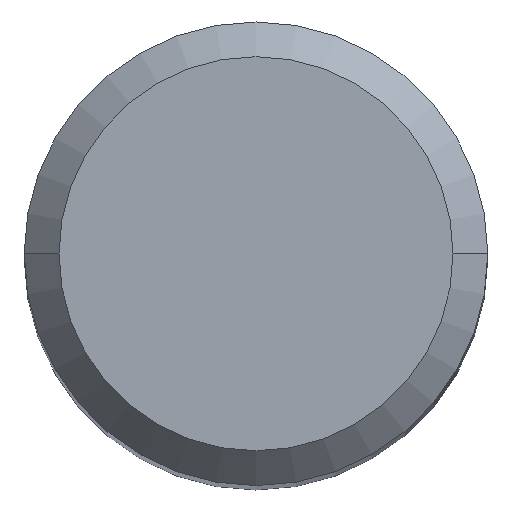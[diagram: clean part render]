
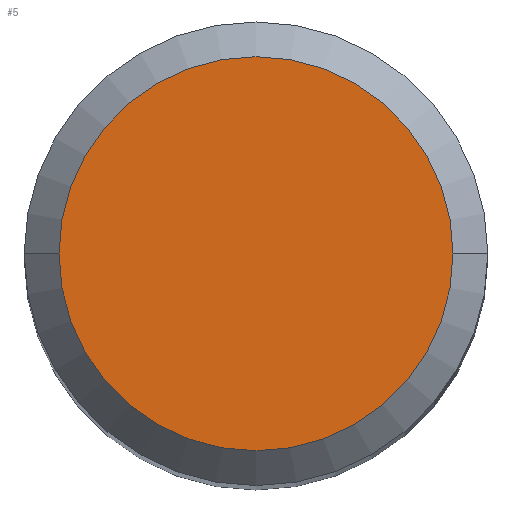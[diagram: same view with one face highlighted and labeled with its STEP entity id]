
A CAD part, top view. The second image highlights one B-rep face of the part: STEP entity #5.
In plain terms, the highlighted planar face has unit normal (0, 0, 1).
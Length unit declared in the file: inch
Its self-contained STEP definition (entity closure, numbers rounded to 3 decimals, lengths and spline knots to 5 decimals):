
#5 = ADVANCED_FACE ( 'NONE', ( #99 ), #148, .F. ) ;
#75 = CARTESIAN_POINT ( 'NONE',  ( 0.13281, 0., 0. ) ) ;
#80 = AXIS2_PLACEMENT_3D ( 'NONE', #413, #335, #485 ) ;
#83 = CARTESIAN_POINT ( 'NONE',  ( 0., 0., 0. ) ) ;
#99 = FACE_OUTER_BOUND ( 'NONE', #330, .T. ) ;
#100 = CARTESIAN_POINT ( 'NONE',  ( -0.13281, 0., 0. ) ) ;
#101 = CARTESIAN_POINT ( 'NONE',  ( 0., 0., 0. ) ) ;
#110 = DIRECTION ( 'NONE',  ( 0., 0., 1. ) ) ;
#130 = ORIENTED_EDGE ( 'NONE', *, *, #135, .T. ) ;
#133 = ORIENTED_EDGE ( 'NONE', *, *, #481, .T. ) ;
#135 = EDGE_CURVE ( 'NONE', #205, #479, #176, .T. ) ;
#144 = AXIS2_PLACEMENT_3D ( 'NONE', #83, #110, #350 ) ;
#148 = PLANE ( 'NONE',  #240 ) ;
#162 = CIRCLE ( 'NONE', #80, 0.13281 ) ;
#176 = CIRCLE ( 'NONE', #144, 0.13281 ) ;
#205 = VERTEX_POINT ( 'NONE', #75 ) ;
#225 = DIRECTION ( 'NONE',  ( -1., 0., 0. ) ) ;
#240 = AXIS2_PLACEMENT_3D ( 'NONE', #101, #344, #225 ) ;
#330 = EDGE_LOOP ( 'NONE', ( #133, #130 ) ) ;
#335 = DIRECTION ( 'NONE',  ( 0., 0., 1. ) ) ;
#344 = DIRECTION ( 'NONE',  ( 0., 0., -1. ) ) ;
#350 = DIRECTION ( 'NONE',  ( 1., 0., 0. ) ) ;
#413 = CARTESIAN_POINT ( 'NONE',  ( 0., 0., 0. ) ) ;
#479 = VERTEX_POINT ( 'NONE', #100 ) ;
#481 = EDGE_CURVE ( 'NONE', #479, #205, #162, .T. ) ;
#485 = DIRECTION ( 'NONE',  ( 1., 0., 0. ) ) ;
